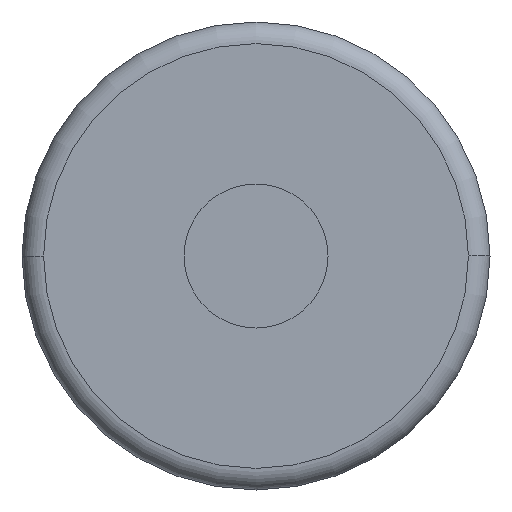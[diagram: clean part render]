
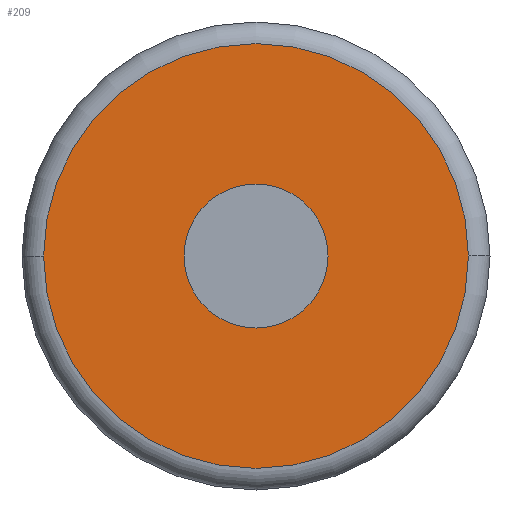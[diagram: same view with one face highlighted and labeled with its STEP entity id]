
A CAD part, front view. The second image highlights one B-rep face of the part: STEP entity #209.
In plain terms, the highlighted planar face has unit normal (0, -1, 0).
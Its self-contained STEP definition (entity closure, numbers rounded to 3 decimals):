
#11=CARTESIAN_POINT('',(0.,-15.,0.));
#12=DIRECTION('',(0.,-1.,0.));
#13=DIRECTION('',(0.,0.,1.));
#14=AXIS2_PLACEMENT_3D('',#11,#12,#13);
#20=CARTESIAN_POINT('',(0.,-15.,0.));
#21=DIRECTION('',(0.,-1.,0.));
#22=DIRECTION('',(0.,0.,-1.));
#23=AXIS2_PLACEMENT_3D('',#20,#21,#22);
#28=CARTESIAN_POINT('',(0.,-15.,0.));
#29=DIRECTION('',(0.,1.,0.));
#30=DIRECTION('',(1.,0.,0.));
#31=AXIS2_PLACEMENT_3D('',#28,#29,#30);
#36=CARTESIAN_POINT('',(0.,-15.,0.));
#37=DIRECTION('',(0.,1.,0.));
#38=DIRECTION('',(-1.,0.,0.));
#39=AXIS2_PLACEMENT_3D('',#36,#37,#38);
#172=CARTESIAN_POINT('',(0.,-15.,1.));
#173=CARTESIAN_POINT('',(0.,-15.,-1.));
#174=VERTEX_POINT('',#172);
#175=VERTEX_POINT('',#173);
#188=CARTESIAN_POINT('',(2.95,-15.,0.));
#189=CARTESIAN_POINT('',(-2.95,-15.,0.));
#190=VERTEX_POINT('',#188);
#191=VERTEX_POINT('',#189);
#192=CARTESIAN_POINT('',(0.,-15.,0.));
#193=DIRECTION('',(0.,-1.,0.));
#194=DIRECTION('',(-1.,0.,0.));
#195=AXIS2_PLACEMENT_3D('',#192,#193,#194);
#196=PLANE('',#195);
#198=ORIENTED_EDGE('',*,*,#197,.T.);
#200=ORIENTED_EDGE('',*,*,#199,.T.);
#201=EDGE_LOOP('',(#198,#200));
#202=FACE_OUTER_BOUND('',#201,.F.);
#204=ORIENTED_EDGE('',*,*,#203,.T.);
#206=ORIENTED_EDGE('',*,*,#205,.T.);
#207=EDGE_LOOP('',(#204,#206));
#208=FACE_BOUND('',#207,.F.);
#209=ADVANCED_FACE('',(#202,#208),#196,.T.);
#15=CIRCLE('',#14,1.);
#24=CIRCLE('',#23,1.);
#32=CIRCLE('',#31,2.95);
#40=CIRCLE('',#39,2.95);
#197=EDGE_CURVE('',#190,#191,#32,.T.);
#199=EDGE_CURVE('',#191,#190,#40,.T.);
#203=EDGE_CURVE('',#174,#175,#15,.T.);
#205=EDGE_CURVE('',#175,#174,#24,.T.);
